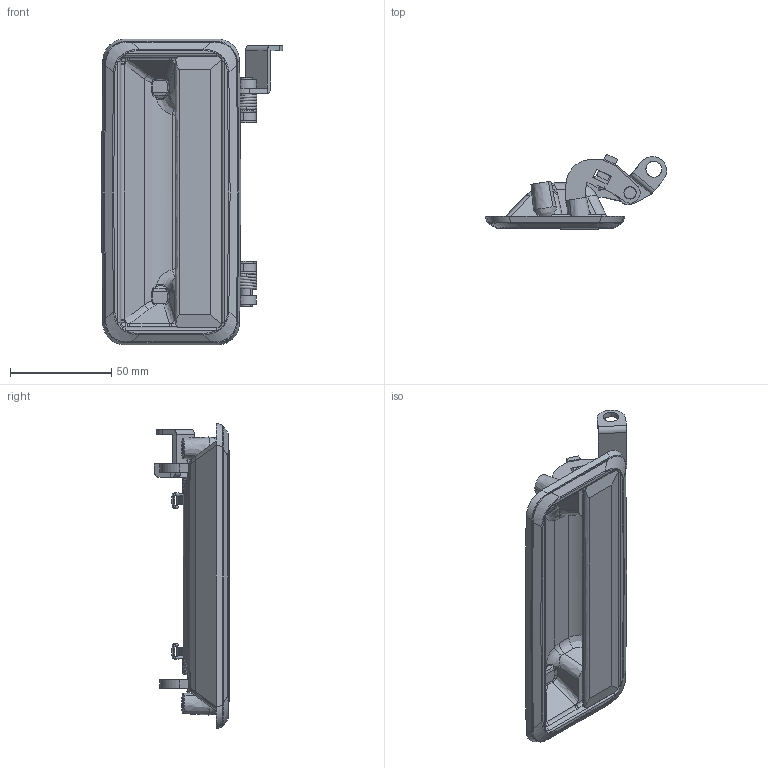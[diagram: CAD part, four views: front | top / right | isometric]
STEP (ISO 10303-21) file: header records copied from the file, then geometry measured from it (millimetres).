
FILE_DESCRIPTION((''),'2;1');
FILE_NAME('','2008-05-07T16:19:34',(''),(''),'','CADfix','');
FILE_SCHEMA(('AUTOMOTIVE_DESIGN { 1 0 10303 214 1 1 1 1 }'));
Bounding box: 89.61 x 37.12 x 151 mm (x, y, z)
Volume: 55942.4 mm3; surface area: 53516 mm2
Topology: 8 solids, 8 shells, 494 faces, 1411 edges, 924 vertices
Faces by surface type: bspline 494
Entity records: 39549 total; most frequent: CARTESIAN_POINT 31293, ORIENTED_EDGE 2790, EDGE_CURVE 1395, VERTEX_POINT 924, B_SPLINE_CURVE_WITH_KNOTS 668, QUASI_UNIFORM_CURVE 575, EDGE_LOOP 527, FACE_OUTER_BOUND 494
